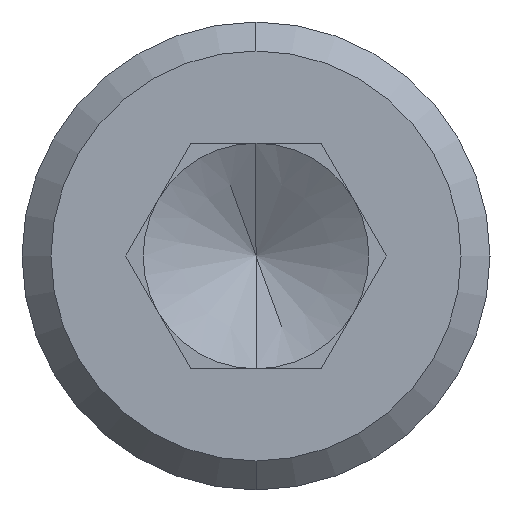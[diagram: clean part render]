
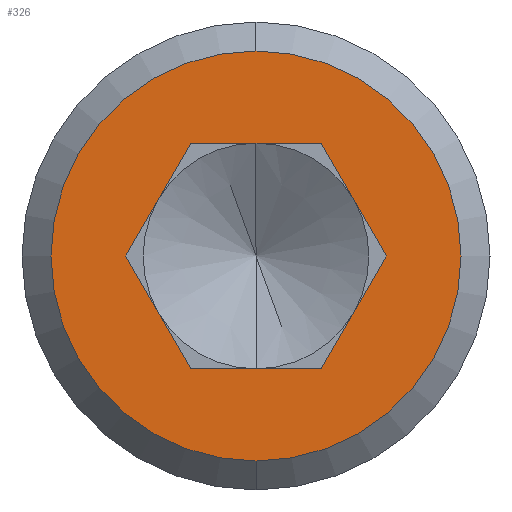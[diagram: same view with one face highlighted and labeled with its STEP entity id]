
A CAD part, left-side view. The second image highlights one B-rep face of the part: STEP entity #326.
In plain terms, the highlighted planar face has unit normal (-1, 0, 0).
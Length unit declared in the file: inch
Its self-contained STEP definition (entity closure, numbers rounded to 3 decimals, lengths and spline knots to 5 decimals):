
#15 = LINE ( 'NONE', #67, #427 ) ;
#27 = CARTESIAN_POINT ( 'NONE',  ( 0., 0., -0.099 ) ) ;
#33 = EDGE_CURVE ( 'NONE', #236, #357, #495, .T. ) ;
#61 = ORIENTED_EDGE ( 'NONE', *, *, #709, .F. ) ;
#67 = CARTESIAN_POINT ( 'NONE',  ( 0., 0.06293, 0. ) ) ;
#72 = CARTESIAN_POINT ( 'NONE',  ( 0., -0.06293, 0. ) ) ;
#81 = CARTESIAN_POINT ( 'NONE',  ( 0., 0.03147, -0.0545 ) ) ;
#94 = VECTOR ( 'NONE', #539, 39.37008 ) ;
#95 = DIRECTION ( 'NONE',  ( -1., 0., 0. ) ) ;
#103 = ORIENTED_EDGE ( 'NONE', *, *, #749, .T. ) ;
#114 = ORIENTED_EDGE ( 'NONE', *, *, #33, .T. ) ;
#125 = EDGE_CURVE ( 'NONE', #456, #327, #15, .T. ) ;
#141 = CARTESIAN_POINT ( 'NONE',  ( 0., 0., 0. ) ) ;
#159 = CARTESIAN_POINT ( 'NONE',  ( 0., 0., 0. ) ) ;
#165 = ORIENTED_EDGE ( 'NONE', *, *, #230, .T. ) ;
#172 = VECTOR ( 'NONE', #325, 39.37008 ) ;
#181 = LINE ( 'NONE', #533, #254 ) ;
#194 = LINE ( 'NONE', #291, #359 ) ;
#201 = CARTESIAN_POINT ( 'NONE',  ( 0., 0.06293, 0. ) ) ;
#204 = LINE ( 'NONE', #72, #172 ) ;
#205 = DIRECTION ( 'NONE',  ( 0., 0., 1. ) ) ;
#223 = EDGE_CURVE ( 'NONE', #237, #661, #611, .T. ) ;
#225 = DIRECTION ( 'NONE',  ( 0., 0., 1. ) ) ;
#230 = EDGE_CURVE ( 'NONE', #357, #478, #204, .T. ) ;
#236 = VERTEX_POINT ( 'NONE', #741 ) ;
#237 = VERTEX_POINT ( 'NONE', #639 ) ;
#249 = DIRECTION ( 'NONE',  ( 0., -0.5, -0.866 ) ) ;
#254 = VECTOR ( 'NONE', #765, 39.37008 ) ;
#256 = LINE ( 'NONE', #553, #565 ) ;
#275 = DIRECTION ( 'NONE',  ( -1., 0., 0. ) ) ;
#285 = CARTESIAN_POINT ( 'NONE',  ( 0., 0., 0. ) ) ;
#291 = CARTESIAN_POINT ( 'NONE',  ( 0., 0.03147, -0.0545 ) ) ;
#325 = DIRECTION ( 'NONE',  ( 0., 0.5, -0.866 ) ) ;
#326 = ADVANCED_FACE ( 'NONE', ( #486, #781 ), #659, .T. ) ;
#327 = VERTEX_POINT ( 'NONE', #81 ) ;
#341 = CARTESIAN_POINT ( 'NONE',  ( 0., 0.03147, 0.0545 ) ) ;
#356 = AXIS2_PLACEMENT_3D ( 'NONE', #141, #275, #205 ) ;
#357 = VERTEX_POINT ( 'NONE', #520 ) ;
#359 = VECTOR ( 'NONE', #702, 39.37008 ) ;
#406 = DIRECTION ( 'NONE',  ( -1., 0., 0. ) ) ;
#427 = VECTOR ( 'NONE', #249, 39.37008 ) ;
#440 = EDGE_LOOP ( 'NONE', ( #739, #505, #114, #165, #61, #442 ) ) ;
#442 = ORIENTED_EDGE ( 'NONE', *, *, #125, .F. ) ;
#456 = VERTEX_POINT ( 'NONE', #201 ) ;
#478 = VERTEX_POINT ( 'NONE', #560 ) ;
#486 = FACE_BOUND ( 'NONE', #440, .T. ) ;
#495 = LINE ( 'NONE', #722, #94 ) ;
#505 = ORIENTED_EDGE ( 'NONE', *, *, #769, .F. ) ;
#520 = CARTESIAN_POINT ( 'NONE',  ( 0., -0.06293, 0. ) ) ;
#521 = AXIS2_PLACEMENT_3D ( 'NONE', #159, #95, #225 ) ;
#526 = AXIS2_PLACEMENT_3D ( 'NONE', #285, #406, #593 ) ;
#533 = CARTESIAN_POINT ( 'NONE',  ( 0., -0.03147, 0.0545 ) ) ;
#539 = DIRECTION ( 'NONE',  ( 0., -0.5, -0.866 ) ) ;
#553 = CARTESIAN_POINT ( 'NONE',  ( 0., 0.06293, 0. ) ) ;
#560 = CARTESIAN_POINT ( 'NONE',  ( 0., -0.03147, -0.0545 ) ) ;
#565 = VECTOR ( 'NONE', #676, 39.37008 ) ;
#587 = EDGE_LOOP ( 'NONE', ( #103, #619 ) ) ;
#593 = DIRECTION ( 'NONE',  ( 0., 0., 1. ) ) ;
#603 = EDGE_CURVE ( 'NONE', #456, #717, #256, .T. ) ;
#611 = CIRCLE ( 'NONE', #356, 0.099 ) ;
#619 = ORIENTED_EDGE ( 'NONE', *, *, #223, .T. ) ;
#639 = CARTESIAN_POINT ( 'NONE',  ( 0., 0., 0.099 ) ) ;
#640 = CIRCLE ( 'NONE', #521, 0.099 ) ;
#659 = PLANE ( 'NONE',  #526 ) ;
#661 = VERTEX_POINT ( 'NONE', #27 ) ;
#676 = DIRECTION ( 'NONE',  ( 0., -0.5, 0.866 ) ) ;
#702 = DIRECTION ( 'NONE',  ( 0., -1., 0. ) ) ;
#709 = EDGE_CURVE ( 'NONE', #327, #478, #194, .T. ) ;
#717 = VERTEX_POINT ( 'NONE', #341 ) ;
#722 = CARTESIAN_POINT ( 'NONE',  ( 0., -0.03147, 0.0545 ) ) ;
#739 = ORIENTED_EDGE ( 'NONE', *, *, #603, .T. ) ;
#741 = CARTESIAN_POINT ( 'NONE',  ( 0., -0.03147, 0.0545 ) ) ;
#749 = EDGE_CURVE ( 'NONE', #661, #237, #640, .T. ) ;
#765 = DIRECTION ( 'NONE',  ( 0., 1., 0. ) ) ;
#769 = EDGE_CURVE ( 'NONE', #236, #717, #181, .T. ) ;
#781 = FACE_OUTER_BOUND ( 'NONE', #587, .T. ) ;
